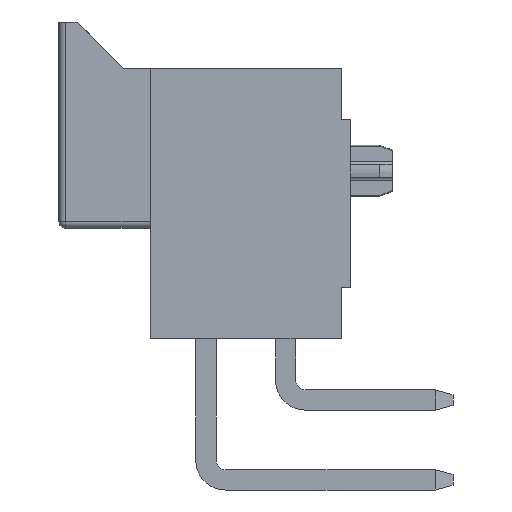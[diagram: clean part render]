
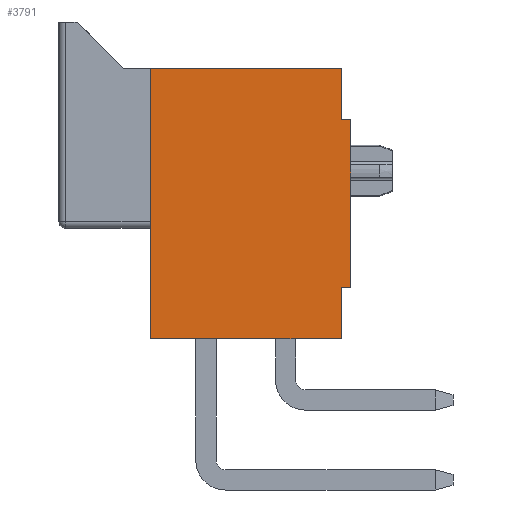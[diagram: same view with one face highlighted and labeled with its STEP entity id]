
A CAD part, left-side view. The second image highlights one B-rep face of the part: STEP entity #3791.
In plain terms, the highlighted planar face has unit normal (-1, 0, 0).
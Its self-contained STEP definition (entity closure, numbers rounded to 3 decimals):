
#377 = CARTESIAN_POINT ( 'NONE',  ( -4.22, -3.29, -2.63 ) ) ;
#625 = VERTEX_POINT ( 'NONE', #10585 ) ;
#695 = VERTEX_POINT ( 'NONE', #3893 ) ;
#1238 = VERTEX_POINT ( 'NONE', #6341 ) ;
#1283 = CARTESIAN_POINT ( 'NONE',  ( -4.22, -2.99, -4.23 ) ) ;
#1468 = ORIENTED_EDGE ( 'NONE', *, *, #8203, .T. ) ;
#1528 = EDGE_CURVE ( 'NONE', #695, #7074, #8564, .T. ) ;
#1626 = ORIENTED_EDGE ( 'NONE', *, *, #2157, .T. ) ;
#1627 = LINE ( 'NONE', #1740, #8297 ) ;
#1709 = LINE ( 'NONE', #6422, #10527 ) ;
#1735 = ORIENTED_EDGE ( 'NONE', *, *, #9350, .T. ) ;
#1740 = CARTESIAN_POINT ( 'NONE',  ( -4.22, -3.29, 2.63 ) ) ;
#1770 = EDGE_CURVE ( 'NONE', #695, #2677, #1869, .T. ) ;
#1869 = LINE ( 'NONE', #6311, #3380 ) ;
#1988 = ORIENTED_EDGE ( 'NONE', *, *, #1770, .T. ) ;
#2084 = CARTESIAN_POINT ( 'NONE',  ( -4.22, -2.99, 2.63 ) ) ;
#2157 = EDGE_CURVE ( 'NONE', #625, #8059, #6633, .T. ) ;
#2507 = EDGE_CURVE ( 'NONE', #1238, #8819, #1627, .T. ) ;
#2617 = VECTOR ( 'NONE', #10133, 1000. ) ;
#2677 = VERTEX_POINT ( 'NONE', #8025 ) ;
#2730 = DIRECTION ( 'NONE',  ( 0., 0., 1. ) ) ;
#2890 = DIRECTION ( 'NONE',  ( 0., -1., 0. ) ) ;
#2910 = CARTESIAN_POINT ( 'NONE',  ( -4.22, 2.99, -4.23 ) ) ;
#3130 = CARTESIAN_POINT ( 'NONE',  ( -4.22, -2.99, 2.63 ) ) ;
#3234 = EDGE_LOOP ( 'NONE', ( #1626, #8713, #10121, #1988, #1735, #3973, #3675, #1468 ) ) ;
#3240 = LINE ( 'NONE', #4049, #11241 ) ;
#3380 = VECTOR ( 'NONE', #2730, 1000. ) ;
#3405 = VECTOR ( 'NONE', #9175, 1000. ) ;
#3577 = VECTOR ( 'NONE', #10491, 1000. ) ;
#3675 = ORIENTED_EDGE ( 'NONE', *, *, #10723, .F. ) ;
#3791 = ADVANCED_FACE ( 'NONE', ( #6097 ), #9858, .T. ) ;
#3893 = CARTESIAN_POINT ( 'NONE',  ( -4.22, -2.99, -4.23 ) ) ;
#3973 = ORIENTED_EDGE ( 'NONE', *, *, #2507, .F. ) ;
#3992 = LINE ( 'NONE', #3130, #2617 ) ;
#4049 = CARTESIAN_POINT ( 'NONE',  ( -4.22, 2.99, -4.23 ) ) ;
#4435 = CARTESIAN_POINT ( 'NONE',  ( -4.22, -2.99, 2.63 ) ) ;
#4625 = CARTESIAN_POINT ( 'NONE',  ( -4.22, -2.99, -4.23 ) ) ;
#5060 = LINE ( 'NONE', #4435, #3577 ) ;
#5240 = VERTEX_POINT ( 'NONE', #2084 ) ;
#6097 = FACE_OUTER_BOUND ( 'NONE', #3234, .T. ) ;
#6311 = CARTESIAN_POINT ( 'NONE',  ( -4.22, -2.99, -4.23 ) ) ;
#6341 = CARTESIAN_POINT ( 'NONE',  ( -4.22, -3.29, 2.63 ) ) ;
#6422 = CARTESIAN_POINT ( 'NONE',  ( -4.22, -2.99, -2.63 ) ) ;
#6633 = LINE ( 'NONE', #6804, #10963 ) ;
#6804 = CARTESIAN_POINT ( 'NONE',  ( -4.22, -2.99, 4.23 ) ) ;
#6841 = DIRECTION ( 'NONE',  ( 0., 1., 0. ) ) ;
#6890 = AXIS2_PLACEMENT_3D ( 'NONE', #4625, #9061, #7287 ) ;
#7074 = VERTEX_POINT ( 'NONE', #2910 ) ;
#7287 = DIRECTION ( 'NONE',  ( 0., 0., 1. ) ) ;
#7669 = CARTESIAN_POINT ( 'NONE',  ( -4.22, 2.99, 4.23 ) ) ;
#8025 = CARTESIAN_POINT ( 'NONE',  ( -4.22, -2.99, -2.63 ) ) ;
#8059 = VERTEX_POINT ( 'NONE', #7669 ) ;
#8203 = EDGE_CURVE ( 'NONE', #5240, #625, #5060, .T. ) ;
#8297 = VECTOR ( 'NONE', #9560, 1000. ) ;
#8564 = LINE ( 'NONE', #1283, #3405 ) ;
#8713 = ORIENTED_EDGE ( 'NONE', *, *, #8919, .F. ) ;
#8819 = VERTEX_POINT ( 'NONE', #377 ) ;
#8919 = EDGE_CURVE ( 'NONE', #7074, #8059, #3240, .T. ) ;
#9061 = DIRECTION ( 'NONE',  ( -1., 0., 0. ) ) ;
#9175 = DIRECTION ( 'NONE',  ( 0., 1., 0. ) ) ;
#9310 = DIRECTION ( 'NONE',  ( 0., 0., 1. ) ) ;
#9350 = EDGE_CURVE ( 'NONE', #2677, #8819, #1709, .T. ) ;
#9560 = DIRECTION ( 'NONE',  ( 0., 0., -1. ) ) ;
#9858 = PLANE ( 'NONE',  #6890 ) ;
#10121 = ORIENTED_EDGE ( 'NONE', *, *, #1528, .F. ) ;
#10133 = DIRECTION ( 'NONE',  ( 0., -1., 0. ) ) ;
#10491 = DIRECTION ( 'NONE',  ( 0., 0., 1. ) ) ;
#10527 = VECTOR ( 'NONE', #2890, 1000. ) ;
#10585 = CARTESIAN_POINT ( 'NONE',  ( -4.22, -2.99, 4.23 ) ) ;
#10723 = EDGE_CURVE ( 'NONE', #5240, #1238, #3992, .T. ) ;
#10963 = VECTOR ( 'NONE', #6841, 1000. ) ;
#11241 = VECTOR ( 'NONE', #9310, 1000. ) ;
